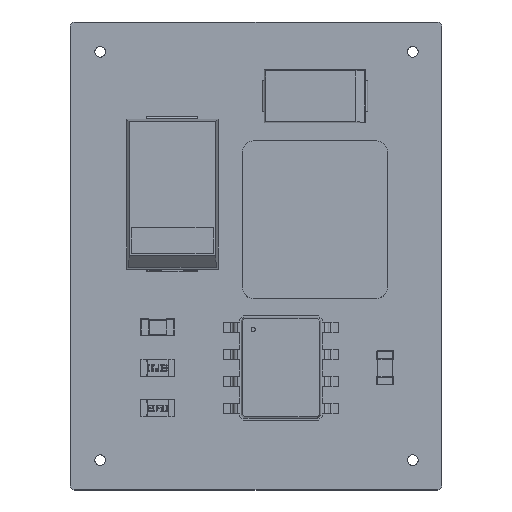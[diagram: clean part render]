
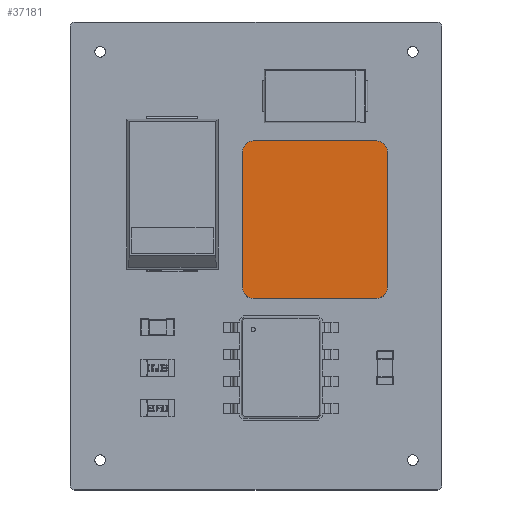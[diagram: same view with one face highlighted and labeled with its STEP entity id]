
A CAD part, top view. The second image highlights one B-rep face of the part: STEP entity #37181.
In plain terms, the highlighted face is planar.
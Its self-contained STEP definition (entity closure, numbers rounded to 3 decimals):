
#36570 = PLANE('',#36571);
#36571 = AXIS2_PLACEMENT_3D('',#36572,#36573,#36574);
#36572 = CARTESIAN_POINT('',(2.9,0.,-3.7));
#36573 = DIRECTION('',(0.,0.,-1.));
#36574 = DIRECTION('',(-1.,0.,0.));
#36595 = VERTEX_POINT('',#36596);
#36596 = CARTESIAN_POINT('',(-2.9,3.,-3.7));
#36610 = CYLINDRICAL_SURFACE('',#36611,0.5);
#36611 = AXIS2_PLACEMENT_3D('',#36612,#36613,#36614);
#36612 = CARTESIAN_POINT('',(-2.9,0.,-3.2));
#36613 = DIRECTION('',(0.,1.,0.));
#36614 = DIRECTION('',(0.,0.,-1.));
#36622 = EDGE_CURVE('',#36623,#36595,#36625,.T.);
#36623 = VERTEX_POINT('',#36624);
#36624 = CARTESIAN_POINT('',(2.9,3.,-3.7));
#36625 = SURFACE_CURVE('',#36626,(#36630,#36637),.PCURVE_S1.);
#36626 = LINE('',#36627,#36628);
#36627 = CARTESIAN_POINT('',(-2.9,3.,-3.7));
#36628 = VECTOR('',#36629,1.);
#36629 = DIRECTION('',(-1.,0.,0.));
#36630 = PCURVE('',#36570,#36631);
#36631 = DEFINITIONAL_REPRESENTATION('',(#36632),#36636);
#36632 = LINE('',#36633,#36634);
#36633 = CARTESIAN_POINT('',(5.8,3.));
#36634 = VECTOR('',#36635,1.);
#36635 = DIRECTION('',(1.,0.));
#36636 = ( GEOMETRIC_REPRESENTATION_CONTEXT(2) 
PARAMETRIC_REPRESENTATION_CONTEXT() REPRESENTATION_CONTEXT('2D SPACE',''
  ) );
#36637 = PCURVE('',#36638,#36643);
#36638 = PLANE('',#36639);
#36639 = AXIS2_PLACEMENT_3D('',#36640,#36641,#36642);
#36640 = CARTESIAN_POINT('',(0.,3.,0.)
  );
#36641 = DIRECTION('',(0.,1.,0.));
#36642 = DIRECTION('',(1.,0.,0.));
#36643 = DEFINITIONAL_REPRESENTATION('',(#36644),#36648);
#36644 = LINE('',#36645,#36646);
#36645 = CARTESIAN_POINT('',(-2.9,3.7));
#36646 = VECTOR('',#36647,1.);
#36647 = DIRECTION('',(-1.,0.));
#36648 = ( GEOMETRIC_REPRESENTATION_CONTEXT(2) 
PARAMETRIC_REPRESENTATION_CONTEXT() REPRESENTATION_CONTEXT('2D SPACE',''
  ) );
#36664 = CYLINDRICAL_SURFACE('',#36665,0.5);
#36665 = AXIS2_PLACEMENT_3D('',#36666,#36667,#36668);
#36666 = CARTESIAN_POINT('',(2.9,0.,-3.2));
#36667 = DIRECTION('',(0.,1.,0.));
#36668 = DIRECTION('',(1.,0.,0.));
#36704 = EDGE_CURVE('',#36705,#36623,#36707,.T.);
#36705 = VERTEX_POINT('',#36706);
#36706 = CARTESIAN_POINT('',(3.4,3.,-3.2));
#36707 = SURFACE_CURVE('',#36708,(#36713,#36720),.PCURVE_S1.);
#36708 = CIRCLE('',#36709,0.5);
#36709 = AXIS2_PLACEMENT_3D('',#36710,#36711,#36712);
#36710 = CARTESIAN_POINT('',(2.9,3.,-3.2));
#36711 = DIRECTION('',(0.,1.,0.));
#36712 = DIRECTION('',(1.,0.,0.));
#36713 = PCURVE('',#36664,#36714);
#36714 = DEFINITIONAL_REPRESENTATION('',(#36715),#36719);
#36715 = LINE('',#36716,#36717);
#36716 = CARTESIAN_POINT('',(0.,3.));
#36717 = VECTOR('',#36718,1.);
#36718 = DIRECTION('',(1.,0.));
#36719 = ( GEOMETRIC_REPRESENTATION_CONTEXT(2) 
PARAMETRIC_REPRESENTATION_CONTEXT() REPRESENTATION_CONTEXT('2D SPACE',''
  ) );
#36720 = PCURVE('',#36638,#36721);
#36721 = DEFINITIONAL_REPRESENTATION('',(#36722),#36726);
#36722 = CIRCLE('',#36723,0.5);
#36723 = AXIS2_PLACEMENT_2D('',#36724,#36725);
#36724 = CARTESIAN_POINT('',(2.9,3.2));
#36725 = DIRECTION('',(1.,0.));
#36726 = ( GEOMETRIC_REPRESENTATION_CONTEXT(2) 
PARAMETRIC_REPRESENTATION_CONTEXT() REPRESENTATION_CONTEXT('2D SPACE',''
  ) );
#36742 = PLANE('',#36743);
#36743 = AXIS2_PLACEMENT_3D('',#36744,#36745,#36746);
#36744 = CARTESIAN_POINT('',(3.4,0.,3.2));
#36745 = DIRECTION('',(1.,0.,0.));
#36746 = DIRECTION('',(0.,0.,-1.));
#36781 = EDGE_CURVE('',#36782,#36705,#36784,.T.);
#36782 = VERTEX_POINT('',#36783);
#36783 = CARTESIAN_POINT('',(3.4,3.,3.2));
#36784 = SURFACE_CURVE('',#36785,(#36789,#36796),.PCURVE_S1.);
#36785 = LINE('',#36786,#36787);
#36786 = CARTESIAN_POINT('',(3.4,3.,-3.2));
#36787 = VECTOR('',#36788,1.);
#36788 = DIRECTION('',(0.,0.,-1.));
#36789 = PCURVE('',#36742,#36790);
#36790 = DEFINITIONAL_REPRESENTATION('',(#36791),#36795);
#36791 = LINE('',#36792,#36793);
#36792 = CARTESIAN_POINT('',(6.4,3.));
#36793 = VECTOR('',#36794,1.);
#36794 = DIRECTION('',(1.,0.));
#36795 = ( GEOMETRIC_REPRESENTATION_CONTEXT(2) 
PARAMETRIC_REPRESENTATION_CONTEXT() REPRESENTATION_CONTEXT('2D SPACE',''
  ) );
#36796 = PCURVE('',#36638,#36797);
#36797 = DEFINITIONAL_REPRESENTATION('',(#36798),#36802);
#36798 = LINE('',#36799,#36800);
#36799 = CARTESIAN_POINT('',(3.4,3.2));
#36800 = VECTOR('',#36801,1.);
#36801 = DIRECTION('',(0.,1.));
#36802 = ( GEOMETRIC_REPRESENTATION_CONTEXT(2) 
PARAMETRIC_REPRESENTATION_CONTEXT() REPRESENTATION_CONTEXT('2D SPACE',''
  ) );
#36818 = CYLINDRICAL_SURFACE('',#36819,0.5);
#36819 = AXIS2_PLACEMENT_3D('',#36820,#36821,#36822);
#36820 = CARTESIAN_POINT('',(2.9,0.,3.2));
#36821 = DIRECTION('',(0.,1.,0.));
#36822 = DIRECTION('',(0.,-0.,1.));
#36858 = EDGE_CURVE('',#36859,#36782,#36861,.T.);
#36859 = VERTEX_POINT('',#36860);
#36860 = CARTESIAN_POINT('',(2.9,3.,3.7));
#36861 = SURFACE_CURVE('',#36862,(#36867,#36874),.PCURVE_S1.);
#36862 = CIRCLE('',#36863,0.5);
#36863 = AXIS2_PLACEMENT_3D('',#36864,#36865,#36866);
#36864 = CARTESIAN_POINT('',(2.9,3.,3.2));
#36865 = DIRECTION('',(0.,1.,0.));
#36866 = DIRECTION('',(0.,-0.,1.));
#36867 = PCURVE('',#36818,#36868);
#36868 = DEFINITIONAL_REPRESENTATION('',(#36869),#36873);
#36869 = LINE('',#36870,#36871);
#36870 = CARTESIAN_POINT('',(0.,3.));
#36871 = VECTOR('',#36872,1.);
#36872 = DIRECTION('',(1.,0.));
#36873 = ( GEOMETRIC_REPRESENTATION_CONTEXT(2) 
PARAMETRIC_REPRESENTATION_CONTEXT() REPRESENTATION_CONTEXT('2D SPACE',''
  ) );
#36874 = PCURVE('',#36638,#36875);
#36875 = DEFINITIONAL_REPRESENTATION('',(#36876),#36880);
#36876 = CIRCLE('',#36877,0.5);
#36877 = AXIS2_PLACEMENT_2D('',#36878,#36879);
#36878 = CARTESIAN_POINT('',(2.9,-3.2));
#36879 = DIRECTION('',(0.,-1.));
#36880 = ( GEOMETRIC_REPRESENTATION_CONTEXT(2) 
PARAMETRIC_REPRESENTATION_CONTEXT() REPRESENTATION_CONTEXT('2D SPACE',''
  ) );
#36896 = PLANE('',#36897);
#36897 = AXIS2_PLACEMENT_3D('',#36898,#36899,#36900);
#36898 = CARTESIAN_POINT('',(-2.9,0.,3.7));
#36899 = DIRECTION('',(0.,0.,1.));
#36900 = DIRECTION('',(1.,0.,-0.));
#36935 = EDGE_CURVE('',#36936,#36859,#36938,.T.);
#36936 = VERTEX_POINT('',#36937);
#36937 = CARTESIAN_POINT('',(-2.9,3.,3.7));
#36938 = SURFACE_CURVE('',#36939,(#36943,#36950),.PCURVE_S1.);
#36939 = LINE('',#36940,#36941);
#36940 = CARTESIAN_POINT('',(2.9,3.,3.7));
#36941 = VECTOR('',#36942,1.);
#36942 = DIRECTION('',(1.,0.,0.));
#36943 = PCURVE('',#36896,#36944);
#36944 = DEFINITIONAL_REPRESENTATION('',(#36945),#36949);
#36945 = LINE('',#36946,#36947);
#36946 = CARTESIAN_POINT('',(5.8,3.));
#36947 = VECTOR('',#36948,1.);
#36948 = DIRECTION('',(1.,0.));
#36949 = ( GEOMETRIC_REPRESENTATION_CONTEXT(2) 
PARAMETRIC_REPRESENTATION_CONTEXT() REPRESENTATION_CONTEXT('2D SPACE',''
  ) );
#36950 = PCURVE('',#36638,#36951);
#36951 = DEFINITIONAL_REPRESENTATION('',(#36952),#36956);
#36952 = LINE('',#36953,#36954);
#36953 = CARTESIAN_POINT('',(2.9,-3.7));
#36954 = VECTOR('',#36955,1.);
#36955 = DIRECTION('',(1.,0.));
#36956 = ( GEOMETRIC_REPRESENTATION_CONTEXT(2) 
PARAMETRIC_REPRESENTATION_CONTEXT() REPRESENTATION_CONTEXT('2D SPACE',''
  ) );
#36972 = CYLINDRICAL_SURFACE('',#36973,0.5);
#36973 = AXIS2_PLACEMENT_3D('',#36974,#36975,#36976);
#36974 = CARTESIAN_POINT('',(-2.9,0.,3.2));
#36975 = DIRECTION('',(0.,1.,0.));
#36976 = DIRECTION('',(-1.,0.,0.));
#37012 = EDGE_CURVE('',#37013,#36936,#37015,.T.);
#37013 = VERTEX_POINT('',#37014);
#37014 = CARTESIAN_POINT('',(-3.4,3.,3.2));
#37015 = SURFACE_CURVE('',#37016,(#37021,#37028),.PCURVE_S1.);
#37016 = CIRCLE('',#37017,0.5);
#37017 = AXIS2_PLACEMENT_3D('',#37018,#37019,#37020);
#37018 = CARTESIAN_POINT('',(-2.9,3.,3.2));
#37019 = DIRECTION('',(0.,1.,0.));
#37020 = DIRECTION('',(-1.,0.,0.));
#37021 = PCURVE('',#36972,#37022);
#37022 = DEFINITIONAL_REPRESENTATION('',(#37023),#37027);
#37023 = LINE('',#37024,#37025);
#37024 = CARTESIAN_POINT('',(0.,3.));
#37025 = VECTOR('',#37026,1.);
#37026 = DIRECTION('',(1.,0.));
#37027 = ( GEOMETRIC_REPRESENTATION_CONTEXT(2) 
PARAMETRIC_REPRESENTATION_CONTEXT() REPRESENTATION_CONTEXT('2D SPACE',''
  ) );
#37028 = PCURVE('',#36638,#37029);
#37029 = DEFINITIONAL_REPRESENTATION('',(#37030),#37034);
#37030 = CIRCLE('',#37031,0.5);
#37031 = AXIS2_PLACEMENT_2D('',#37032,#37033);
#37032 = CARTESIAN_POINT('',(-2.9,-3.2));
#37033 = DIRECTION('',(-1.,0.));
#37034 = ( GEOMETRIC_REPRESENTATION_CONTEXT(2) 
PARAMETRIC_REPRESENTATION_CONTEXT() REPRESENTATION_CONTEXT('2D SPACE',''
  ) );
#37050 = PLANE('',#37051);
#37051 = AXIS2_PLACEMENT_3D('',#37052,#37053,#37054);
#37052 = CARTESIAN_POINT('',(-3.4,0.,-3.2));
#37053 = DIRECTION('',(-1.,0.,0.));
#37054 = DIRECTION('',(0.,0.,1.));
#37089 = EDGE_CURVE('',#37090,#37013,#37092,.T.);
#37090 = VERTEX_POINT('',#37091);
#37091 = CARTESIAN_POINT('',(-3.4,3.,-3.2));
#37092 = SURFACE_CURVE('',#37093,(#37097,#37104),.PCURVE_S1.);
#37093 = LINE('',#37094,#37095);
#37094 = CARTESIAN_POINT('',(-3.4,3.,3.2));
#37095 = VECTOR('',#37096,1.);
#37096 = DIRECTION('',(0.,0.,1.));
#37097 = PCURVE('',#37050,#37098);
#37098 = DEFINITIONAL_REPRESENTATION('',(#37099),#37103);
#37099 = LINE('',#37100,#37101);
#37100 = CARTESIAN_POINT('',(6.4,3.));
#37101 = VECTOR('',#37102,1.);
#37102 = DIRECTION('',(1.,0.));
#37103 = ( GEOMETRIC_REPRESENTATION_CONTEXT(2) 
PARAMETRIC_REPRESENTATION_CONTEXT() REPRESENTATION_CONTEXT('2D SPACE',''
  ) );
#37104 = PCURVE('',#36638,#37105);
#37105 = DEFINITIONAL_REPRESENTATION('',(#37106),#37110);
#37106 = LINE('',#37107,#37108);
#37107 = CARTESIAN_POINT('',(-3.4,-3.2));
#37108 = VECTOR('',#37109,1.);
#37109 = DIRECTION('',(0.,-1.));
#37110 = ( GEOMETRIC_REPRESENTATION_CONTEXT(2) 
PARAMETRIC_REPRESENTATION_CONTEXT() REPRESENTATION_CONTEXT('2D SPACE',''
  ) );
#37159 = EDGE_CURVE('',#36595,#37090,#37160,.T.);
#37160 = SURFACE_CURVE('',#37161,(#37166,#37173),.PCURVE_S1.);
#37161 = CIRCLE('',#37162,0.5);
#37162 = AXIS2_PLACEMENT_3D('',#37163,#37164,#37165);
#37163 = CARTESIAN_POINT('',(-2.9,3.,-3.2));
#37164 = DIRECTION('',(0.,1.,0.));
#37165 = DIRECTION('',(0.,0.,-1.));
#37166 = PCURVE('',#36610,#37167);
#37167 = DEFINITIONAL_REPRESENTATION('',(#37168),#37172);
#37168 = LINE('',#37169,#37170);
#37169 = CARTESIAN_POINT('',(0.,3.));
#37170 = VECTOR('',#37171,1.);
#37171 = DIRECTION('',(1.,0.));
#37172 = ( GEOMETRIC_REPRESENTATION_CONTEXT(2) 
PARAMETRIC_REPRESENTATION_CONTEXT() REPRESENTATION_CONTEXT('2D SPACE',''
  ) );
#37173 = PCURVE('',#36638,#37174);
#37174 = DEFINITIONAL_REPRESENTATION('',(#37175),#37179);
#37175 = CIRCLE('',#37176,0.5);
#37176 = AXIS2_PLACEMENT_2D('',#37177,#37178);
#37177 = CARTESIAN_POINT('',(-2.9,3.2));
#37178 = DIRECTION('',(0.,1.));
#37179 = ( GEOMETRIC_REPRESENTATION_CONTEXT(2) 
PARAMETRIC_REPRESENTATION_CONTEXT() REPRESENTATION_CONTEXT('2D SPACE',''
  ) );
#37181 = ADVANCED_FACE('',(#37182),#36638,.T.);
#37182 = FACE_BOUND('',#37183,.T.);
#37183 = EDGE_LOOP('',(#37184,#37185,#37186,#37187,#37188,#37189,#37190,
    #37191));
#37184 = ORIENTED_EDGE('',*,*,#37159,.T.);
#37185 = ORIENTED_EDGE('',*,*,#37089,.T.);
#37186 = ORIENTED_EDGE('',*,*,#37012,.T.);
#37187 = ORIENTED_EDGE('',*,*,#36935,.T.);
#37188 = ORIENTED_EDGE('',*,*,#36858,.T.);
#37189 = ORIENTED_EDGE('',*,*,#36781,.T.);
#37190 = ORIENTED_EDGE('',*,*,#36704,.T.);
#37191 = ORIENTED_EDGE('',*,*,#36622,.T.);
